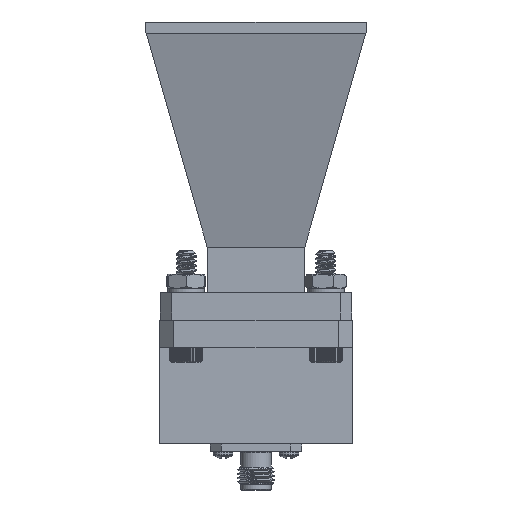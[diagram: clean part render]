
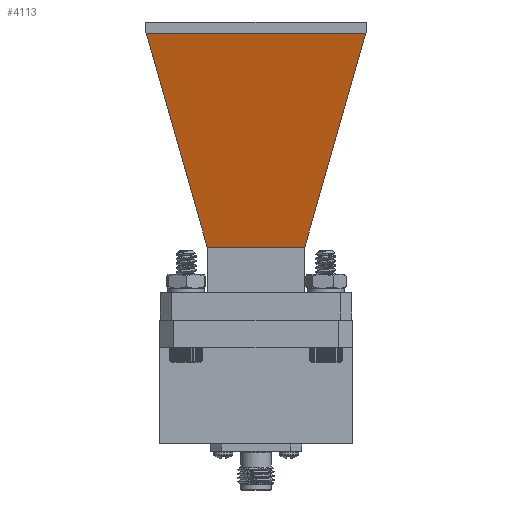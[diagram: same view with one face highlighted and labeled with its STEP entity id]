
A CAD part, front view. The second image highlights one B-rep face of the part: STEP entity #4113.
In plain terms, the highlighted face is planar.
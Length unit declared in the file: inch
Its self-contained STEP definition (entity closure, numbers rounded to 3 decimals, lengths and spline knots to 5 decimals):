
#413 = ORIENTED_EDGE ( 'NONE', *, *, #17012, .T. ) ;
#747 = FACE_OUTER_BOUND ( 'NONE', #15952, .T. ) ;
#1037 = DIRECTION ( 'NONE',  ( 0.226, 0.267, -0.937 ) ) ;
#1112 = CARTESIAN_POINT ( 'NONE',  ( -0.55842, -0.74949, 3.41657 ) ) ;
#1580 = CARTESIAN_POINT ( 'NONE',  ( -0.20624, 0., 1.95913 ) ) ;
#2411 = DIRECTION ( 'NONE',  ( -0.235, 0., 0.972 ) ) ;
#2512 = DIRECTION ( 'NONE',  ( -0.226, 0.267, 0.937 ) ) ;
#2598 = LINE ( 'NONE', #8369, #9493 ) ;
#2645 = CARTESIAN_POINT ( 'NONE',  ( -0.55842, 0.74949, 3.41657 ) ) ;
#3810 = LINE ( 'NONE', #17383, #15007 ) ;
#4113 = ADVANCED_FACE ( 'NONE', ( #747 ), #15580, .T. ) ;
#5471 = CARTESIAN_POINT ( 'NONE',  ( -0.20624, 0.33412, 1.95913 ) ) ;
#6152 = ORIENTED_EDGE ( 'NONE', *, *, #8528, .T. ) ;
#6371 = VECTOR ( 'NONE', #17995, 39.37008 ) ;
#7022 = LINE ( 'NONE', #14707, #15373 ) ;
#7356 = ORIENTED_EDGE ( 'NONE', *, *, #13354, .F. ) ;
#8369 = CARTESIAN_POINT ( 'NONE',  ( -0.55842, -0.74949, 3.41657 ) ) ;
#8528 = EDGE_CURVE ( 'NONE', #15474, #19042, #3810, .T. ) ;
#9194 = LINE ( 'NONE', #1580, #6371 ) ;
#9493 = VECTOR ( 'NONE', #1037, 39.37008 ) ;
#10159 = AXIS2_PLACEMENT_3D ( 'NONE', #18416, #18523, #2411 ) ;
#10236 = VERTEX_POINT ( 'NONE', #5471 ) ;
#11090 = EDGE_CURVE ( 'NONE', #10236, #19042, #7022, .T. ) ;
#13131 = CARTESIAN_POINT ( 'NONE',  ( -0.20624, -0.33412, 1.95913 ) ) ;
#13354 = EDGE_CURVE ( 'NONE', #15474, #16255, #2598, .T. ) ;
#14707 = CARTESIAN_POINT ( 'NONE',  ( -0.20624, 0.33412, 1.95913 ) ) ;
#15007 = VECTOR ( 'NONE', #15811, 39.37008 ) ;
#15373 = VECTOR ( 'NONE', #2512, 39.37008 ) ;
#15474 = VERTEX_POINT ( 'NONE', #1112 ) ;
#15580 = PLANE ( 'NONE',  #10159 ) ;
#15811 = DIRECTION ( 'NONE',  ( 0., 1., 0. ) ) ;
#15952 = EDGE_LOOP ( 'NONE', ( #413, #7356, #6152, #18851 ) ) ;
#16255 = VERTEX_POINT ( 'NONE', #13131 ) ;
#17012 = EDGE_CURVE ( 'NONE', #10236, #16255, #9194, .T. ) ;
#17383 = CARTESIAN_POINT ( 'NONE',  ( -0.55842, 0., 3.41657 ) ) ;
#17995 = DIRECTION ( 'NONE',  ( 0., -1., 0. ) ) ;
#18416 = CARTESIAN_POINT ( 'NONE',  ( -0.38884, 0., 2.71477 ) ) ;
#18523 = DIRECTION ( 'NONE',  ( -0.972, 0., -0.235 ) ) ;
#18851 = ORIENTED_EDGE ( 'NONE', *, *, #11090, .F. ) ;
#19042 = VERTEX_POINT ( 'NONE', #2645 ) ;
